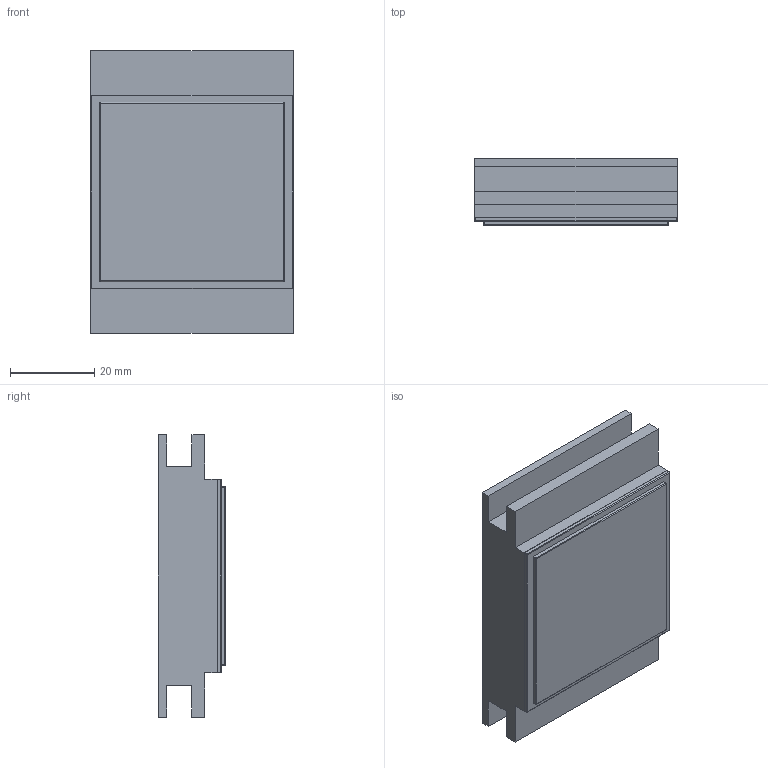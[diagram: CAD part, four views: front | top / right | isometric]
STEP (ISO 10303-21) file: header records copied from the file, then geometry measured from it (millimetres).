
FILE_DESCRIPTION(/* description */ (''),/* implementation_level */ '2;1');
FILE_NAME(/* name */ 'Weight Assembly - V2.stp',/* time_stamp */ '2022-01-12T15:21:41-06:00',/* author */ ('Caleb Fangmeier'),/* organization */ (''),/* preprocessor_version */ 'ST-DEVELOPER v18.1',/* originating_system */ 'Autodesk Inventor 2022',/* authorisation */ '');
FILE_SCHEMA (('AUTOMOTIVE_DESIGN { 1 0 10303 214 3 1 1 }'));
Products named in the file (3): Weight Assembly; Stamp Body; Bottom Surface
Assembly tree (2 placements, depth 2):
  Weight Assembly
    Stamp Body
    Bottom Surface
Bounding box: 48 x 16 x 67 mm (x, y, z)
Volume: 41713.1 mm3; surface area: 15745.6 mm2
Topology: 2 solids, 2 shells, 73 faces, 156 edges, 96 vertices
Faces by surface type: plane 37, cylinder 24, sphere 8, torus 4
Full cylindrical faces by diameter (mm): 5 x8
Entity records: 2084 total; most frequent: DIRECTION 372, CARTESIAN_POINT 330, ORIENTED_EDGE 312, EDGE_CURVE 156, AXIS2_PLACEMENT_3D 138, LINE 96, VECTOR 96, VERTEX_POINT 96
